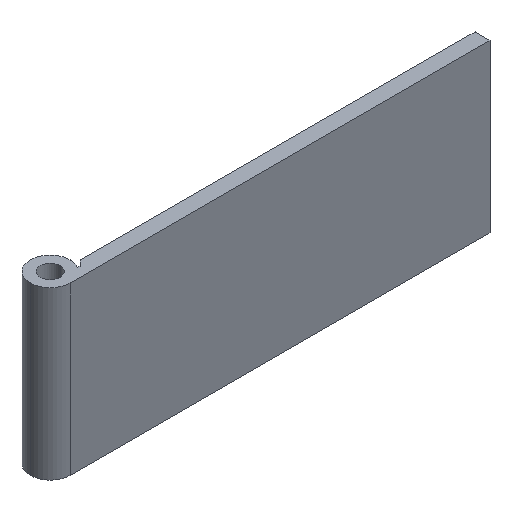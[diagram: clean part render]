
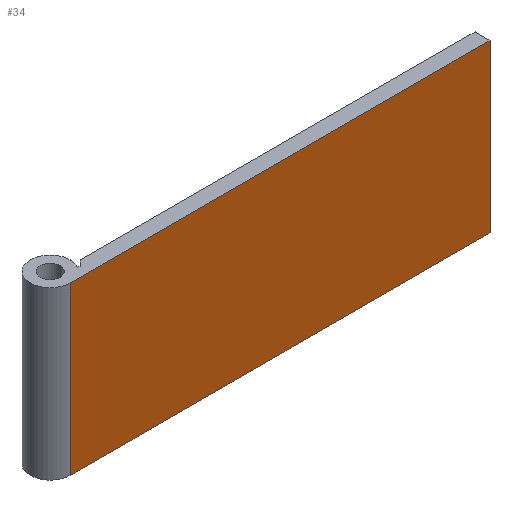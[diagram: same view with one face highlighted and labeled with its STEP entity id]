
A CAD part, isometric view. The second image highlights one B-rep face of the part: STEP entity #34.
In plain terms, the highlighted planar face has unit normal (0, -1, 0).
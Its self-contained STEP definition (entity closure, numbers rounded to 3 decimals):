
#19 = EDGE_CURVE ( 'NONE', #405, #418, #312, .T. ) ;
#34 = ADVANCED_FACE ( 'NONE', ( #94 ), #278, .F. ) ;
#37 = EDGE_CURVE ( 'NONE', #407, #437, #268, .T. ) ;
#49 = AXIS2_PLACEMENT_3D ( 'NONE', #271, #270, #269 ) ;
#53 = VECTOR ( 'NONE', #150, 1000. ) ;
#55 = VECTOR ( 'NONE', #126, 1000. ) ;
#69 = VECTOR ( 'NONE', #310, 1000. ) ;
#88 = VECTOR ( 'NONE', #266, 1000. ) ;
#94 = FACE_OUTER_BOUND ( 'NONE', #320, .T. ) ;
#124 = LINE ( 'NONE', #125, #55 ) ;
#125 = CARTESIAN_POINT ( 'NONE',  ( 126., -6., -25. ) ) ;
#126 = DIRECTION ( 'NONE',  ( 1., 0., 0. ) ) ;
#148 = LINE ( 'NONE', #149, #53 ) ;
#149 = CARTESIAN_POINT ( 'NONE',  ( 126., -6., 25. ) ) ;
#150 = DIRECTION ( 'NONE',  ( 1., 0., 0. ) ) ;
#167 = CARTESIAN_POINT ( 'NONE',  ( 126., -6., 25. ) ) ;
#168 = CARTESIAN_POINT ( 'NONE',  ( 0., -6., 25. ) ) ;
#170 = CARTESIAN_POINT ( 'NONE',  ( 126., -6., -25. ) ) ;
#177 = CARTESIAN_POINT ( 'NONE',  ( 0., -6., -25. ) ) ;
#266 = DIRECTION ( 'NONE',  ( 0., 0., -1. ) ) ;
#267 = CARTESIAN_POINT ( 'NONE',  ( 0., -6., 25. ) ) ;
#268 = LINE ( 'NONE', #267, #88 ) ;
#269 = DIRECTION ( 'NONE',  ( -1., 0., 0. ) ) ;
#270 = DIRECTION ( 'NONE',  ( 0., 1., 0. ) ) ;
#271 = CARTESIAN_POINT ( 'NONE',  ( 126., -6., 25. ) ) ;
#278 = PLANE ( 'NONE',  #49 ) ;
#310 = DIRECTION ( 'NONE',  ( 0., 0., -1. ) ) ;
#311 = CARTESIAN_POINT ( 'NONE',  ( 126., -6., 25. ) ) ;
#312 = LINE ( 'NONE', #311, #69 ) ;
#320 = EDGE_LOOP ( 'NONE', ( #430, #378, #381, #374 ) ) ;
#354 = EDGE_CURVE ( 'NONE', #437, #418, #124, .T. ) ;
#363 = EDGE_CURVE ( 'NONE', #407, #405, #148, .T. ) ;
#374 = ORIENTED_EDGE ( 'NONE', *, *, #37, .T. ) ;
#378 = ORIENTED_EDGE ( 'NONE', *, *, #19, .F. ) ;
#381 = ORIENTED_EDGE ( 'NONE', *, *, #363, .F. ) ;
#405 = VERTEX_POINT ( 'NONE', #167 ) ;
#407 = VERTEX_POINT ( 'NONE', #168 ) ;
#418 = VERTEX_POINT ( 'NONE', #170 ) ;
#430 = ORIENTED_EDGE ( 'NONE', *, *, #354, .T. ) ;
#437 = VERTEX_POINT ( 'NONE', #177 ) ;
